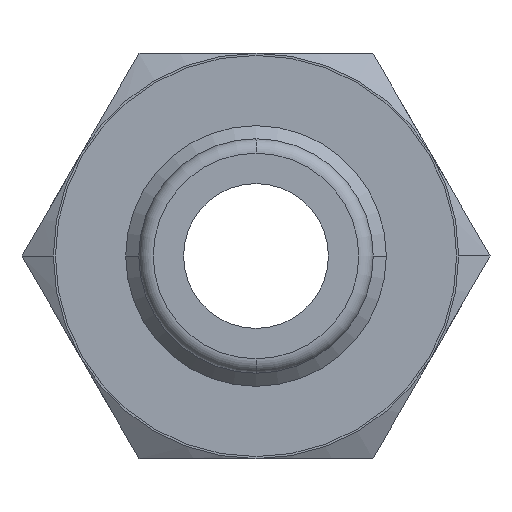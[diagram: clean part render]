
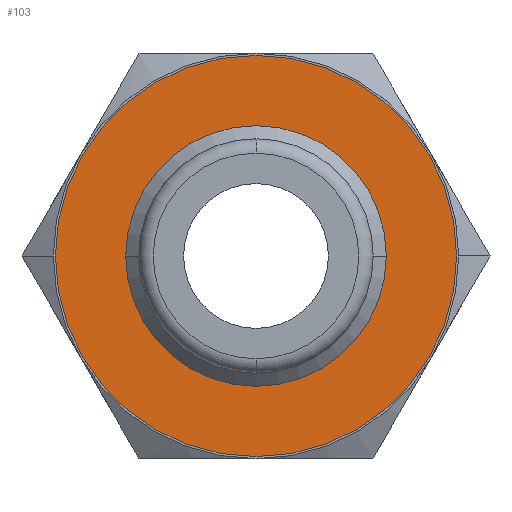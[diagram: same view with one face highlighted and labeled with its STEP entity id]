
A CAD part, front view. The second image highlights one B-rep face of the part: STEP entity #103.
In plain terms, the highlighted planar face has unit normal (0, -1, 0).
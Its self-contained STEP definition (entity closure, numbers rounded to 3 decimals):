
#103=ADVANCED_FACE('',(#251,#252),#253,.T.);
#251=FACE_OUTER_BOUND('',#448,.T.);
#252=FACE_BOUND('',#449,.T.);
#253=PLANE('',#450);
#448=EDGE_LOOP('',(#29888,#29889));
#449=EDGE_LOOP('',(#29890,#29891));
#450=AXIS2_PLACEMENT_3D('',#29892,#29893,#29894);
#29888=ORIENTED_EDGE('',*,*,#30356,.T.);
#29889=ORIENTED_EDGE('',*,*,#30357,.T.);
#29890=ORIENTED_EDGE('',*,*,#30358,.F.);
#29891=ORIENTED_EDGE('',*,*,#30359,.F.);
#29892=CARTESIAN_POINT('',(0.0,14.0,0.0));
#29893=DIRECTION('',(0.0,-1.0,0.0));
#29894=DIRECTION('',(-1.0,0.0,0.0));
#30356=EDGE_CURVE('',#30580,#30581,#30582,.T.);
#30357=EDGE_CURVE('',#30581,#30580,#30583,.T.);
#30358=EDGE_CURVE('',#30584,#30585,#30586,.T.);
#30359=EDGE_CURVE('',#30585,#30584,#30587,.T.);
#30580=VERTEX_POINT('',#31028);
#30581=VERTEX_POINT('',#31029);
#30582=CIRCLE('',#31030,6.93);
#30583=CIRCLE('',#31031,6.93);
#30584=VERTEX_POINT('',#31032);
#30585=VERTEX_POINT('',#31033);
#30586=CIRCLE('',#31034,4.5);
#30587=CIRCLE('',#31035,4.5);
#31028=CARTESIAN_POINT('',(6.93,14.0,0.0));
#31029=CARTESIAN_POINT('',(-6.93,14.0,0.));
#31030=AXIS2_PLACEMENT_3D('',#33744,#33745,#33746);
#31031=AXIS2_PLACEMENT_3D('',#33747,#33748,#33749);
#31032=CARTESIAN_POINT('',(-4.5,14.0,0.));
#31033=CARTESIAN_POINT('',(4.5,14.0,0.));
#31034=AXIS2_PLACEMENT_3D('',#33750,#33751,#33752);
#31035=AXIS2_PLACEMENT_3D('',#33753,#33754,#33755);
#33744=CARTESIAN_POINT('',(0.0,14.0,0.0));
#33745=DIRECTION('',(0.0,-1.0,0.0));
#33746=DIRECTION('',(1.0,0.0,0.0));
#33747=CARTESIAN_POINT('',(0.0,14.0,0.0));
#33748=DIRECTION('',(0.0,-1.0,0.0));
#33749=DIRECTION('',(1.0,0.0,0.0));
#33750=CARTESIAN_POINT('',(0.0,14.0,0.0));
#33751=DIRECTION('',(0.0,-1.0,0.0));
#33752=DIRECTION('',(1.0,0.0,0.0));
#33753=CARTESIAN_POINT('',(0.0,14.0,0.0));
#33754=DIRECTION('',(0.0,-1.0,0.0));
#33755=DIRECTION('',(1.0,0.0,0.0));
